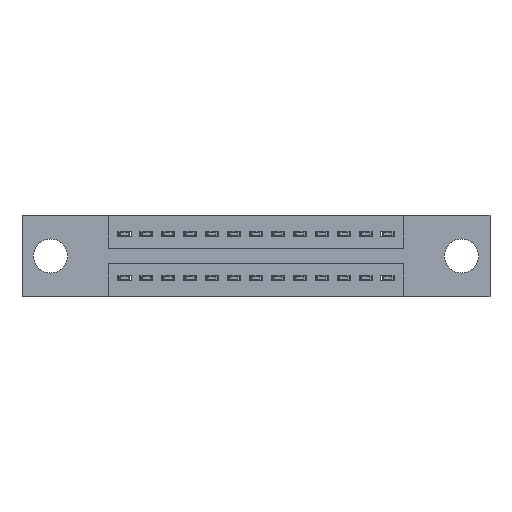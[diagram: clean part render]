
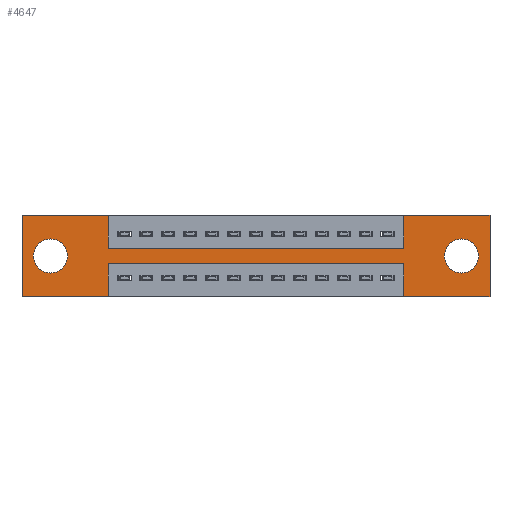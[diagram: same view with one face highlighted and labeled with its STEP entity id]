
A CAD part, front view. The second image highlights one B-rep face of the part: STEP entity #4647.
In plain terms, the highlighted planar face has unit normal (0, -1, 0).
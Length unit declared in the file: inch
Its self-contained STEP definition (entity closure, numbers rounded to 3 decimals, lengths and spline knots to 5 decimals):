
#12 = EDGE_CURVE ( 'NONE', #11794, #3642, #6992, .T. ) ;
#41 = VECTOR ( 'NONE', #652, 39.37008 ) ;
#64 = CARTESIAN_POINT ( 'NONE',  ( 0., 0., 0. ) ) ;
#99 = EDGE_CURVE ( 'NONE', #7136, #8744, #8803, .T. ) ;
#220 = DIRECTION ( 'NONE',  ( 0., 0., 1. ) ) ;
#264 = EDGE_LOOP ( 'NONE', ( #8291, #3066, #11360, #4732, #7487, #8631, #3588, #4588, #12706, #1817, #2588, #10132 ) ) ;
#289 = VERTEX_POINT ( 'NONE', #8103 ) ;
#447 = LINE ( 'NONE', #10263, #11547 ) ;
#529 = CARTESIAN_POINT ( 'NONE',  ( 0., 0., 0. ) ) ;
#652 = DIRECTION ( 'NONE',  ( 0., 0., -1. ) ) ;
#715 = LINE ( 'NONE', #5809, #11763 ) ;
#823 = EDGE_CURVE ( 'NONE', #7421, #12508, #7624, .T. ) ;
#1025 = DIRECTION ( 'NONE',  ( 0., 1., 0. ) ) ;
#1423 = CARTESIAN_POINT ( 'NONE',  ( 0.13, 0., -0.185 ) ) ;
#1817 = ORIENTED_EDGE ( 'NONE', *, *, #4338, .F. ) ;
#1872 = CIRCLE ( 'NONE', #10070, 0.078 ) ;
#1896 = CARTESIAN_POINT ( 'NONE',  ( 0.3925, 0., -0.37 ) ) ;
#2211 = LINE ( 'NONE', #5328, #12711 ) ;
#2360 = ORIENTED_EDGE ( 'NONE', *, *, #9169, .T. ) ;
#2435 = CARTESIAN_POINT ( 'NONE',  ( 2.135, 0., 0. ) ) ;
#2588 = ORIENTED_EDGE ( 'NONE', *, *, #3188, .F. ) ;
#2665 = DIRECTION ( 'NONE',  ( 0., 0., 1. ) ) ;
#3066 = ORIENTED_EDGE ( 'NONE', *, *, #3998, .F. ) ;
#3085 = CARTESIAN_POINT ( 'NONE',  ( 2.135, 0., 0. ) ) ;
#3110 = EDGE_CURVE ( 'NONE', #289, #5140, #715, .T. ) ;
#3130 = DIRECTION ( 'NONE',  ( 0., 0., -1. ) ) ;
#3138 = LINE ( 'NONE', #64, #5560 ) ;
#3153 = LINE ( 'NONE', #1896, #5597 ) ;
#3188 = EDGE_CURVE ( 'NONE', #5140, #7026, #3138, .T. ) ;
#3291 = EDGE_CURVE ( 'NONE', #5967, #11520, #7684, .T. ) ;
#3441 = VERTEX_POINT ( 'NONE', #9456 ) ;
#3588 = ORIENTED_EDGE ( 'NONE', *, *, #4721, .F. ) ;
#3642 = VERTEX_POINT ( 'NONE', #5057 ) ;
#3832 = VECTOR ( 'NONE', #7116, 39.37008 ) ;
#3998 = EDGE_CURVE ( 'NONE', #11520, #5665, #10288, .T. ) ;
#4286 = VECTOR ( 'NONE', #11789, 39.37008 ) ;
#4338 = EDGE_CURVE ( 'NONE', #7026, #7136, #447, .T. ) ;
#4391 = VECTOR ( 'NONE', #12804, 39.37008 ) ;
#4406 = CIRCLE ( 'NONE', #10814, 0.078 ) ;
#4498 = CARTESIAN_POINT ( 'NONE',  ( 1.7425, 0., 0. ) ) ;
#4588 = ORIENTED_EDGE ( 'NONE', *, *, #6101, .F. ) ;
#4647 = ADVANCED_FACE ( 'NONE', ( #13704, #6048, #5710 ), #10019, .T. ) ;
#4721 = EDGE_CURVE ( 'NONE', #6364, #4776, #2211, .T. ) ;
#4730 = DIRECTION ( 'NONE',  ( 0., 0., 1. ) ) ;
#4732 = ORIENTED_EDGE ( 'NONE', *, *, #13158, .F. ) ;
#4776 = VERTEX_POINT ( 'NONE', #4498 ) ;
#4882 = ORIENTED_EDGE ( 'NONE', *, *, #5641, .T. ) ;
#5014 = CARTESIAN_POINT ( 'NONE',  ( 0., 0., 0. ) ) ;
#5057 = CARTESIAN_POINT ( 'NONE',  ( 0.13, 0., -0.107 ) ) ;
#5140 = VERTEX_POINT ( 'NONE', #6871 ) ;
#5305 = DIRECTION ( 'NONE',  ( -1., 0., 0. ) ) ;
#5328 = CARTESIAN_POINT ( 'NONE',  ( 1.7425, 0., 0. ) ) ;
#5560 = VECTOR ( 'NONE', #220, 39.37008 ) ;
#5597 = VECTOR ( 'NONE', #10380, 39.37008 ) ;
#5641 = EDGE_CURVE ( 'NONE', #3441, #7347, #4406, .T. ) ;
#5665 = VERTEX_POINT ( 'NONE', #12778 ) ;
#5710 = FACE_OUTER_BOUND ( 'NONE', #264, .T. ) ;
#5809 = CARTESIAN_POINT ( 'NONE',  ( 0., 0., -0.37 ) ) ;
#5967 = VERTEX_POINT ( 'NONE', #10505 ) ;
#6048 = FACE_BOUND ( 'NONE', #11627, .T. ) ;
#6101 = EDGE_CURVE ( 'NONE', #8744, #6364, #10252, .T. ) ;
#6254 = DIRECTION ( 'NONE',  ( -1., 0., 0. ) ) ;
#6364 = VERTEX_POINT ( 'NONE', #8127 ) ;
#6835 = EDGE_LOOP ( 'NONE', ( #4882, #7634 ) ) ;
#6871 = CARTESIAN_POINT ( 'NONE',  ( 0., 0., -0.37 ) ) ;
#6992 = CIRCLE ( 'NONE', #11039, 0.078 ) ;
#7026 = VERTEX_POINT ( 'NONE', #5014 ) ;
#7116 = DIRECTION ( 'NONE',  ( 1., 0., 0. ) ) ;
#7136 = VERTEX_POINT ( 'NONE', #10389 ) ;
#7175 = VECTOR ( 'NONE', #11133, 39.37008 ) ;
#7287 = AXIS2_PLACEMENT_3D ( 'NONE', #7543, #1025, #8595 ) ;
#7347 = VERTEX_POINT ( 'NONE', #8643 ) ;
#7419 = AXIS2_PLACEMENT_3D ( 'NONE', #8264, #10147, #10133 ) ;
#7421 = VERTEX_POINT ( 'NONE', #2435 ) ;
#7487 = ORIENTED_EDGE ( 'NONE', *, *, #823, .F. ) ;
#7543 = CARTESIAN_POINT ( 'NONE',  ( 2.005, 0., -0.185 ) ) ;
#7622 = CARTESIAN_POINT ( 'NONE',  ( 0.3925, 0., -0.15 ) ) ;
#7624 = LINE ( 'NONE', #3085, #9443 ) ;
#7634 = ORIENTED_EDGE ( 'NONE', *, *, #11772, .T. ) ;
#7684 = LINE ( 'NONE', #11804, #4286 ) ;
#8103 = CARTESIAN_POINT ( 'NONE',  ( 0.3925, 0., -0.37 ) ) ;
#8127 = CARTESIAN_POINT ( 'NONE',  ( 1.7425, 0., -0.15 ) ) ;
#8264 = CARTESIAN_POINT ( 'NONE',  ( 0., 0., -0.37 ) ) ;
#8287 = EDGE_CURVE ( 'NONE', #4776, #7421, #9394, .T. ) ;
#8291 = ORIENTED_EDGE ( 'NONE', *, *, #12618, .F. ) ;
#8595 = DIRECTION ( 'NONE',  ( 0., 0., -1. ) ) ;
#8631 = ORIENTED_EDGE ( 'NONE', *, *, #8287, .F. ) ;
#8643 = CARTESIAN_POINT ( 'NONE',  ( 2.005, 0., -0.263 ) ) ;
#8744 = VERTEX_POINT ( 'NONE', #11950 ) ;
#8803 = LINE ( 'NONE', #13323, #41 ) ;
#8937 = DIRECTION ( 'NONE',  ( 0., 1., 0. ) ) ;
#8967 = CARTESIAN_POINT ( 'NONE',  ( 0.3925, 0., -0.22 ) ) ;
#9169 = EDGE_CURVE ( 'NONE', #3642, #11794, #1872, .T. ) ;
#9394 = LINE ( 'NONE', #529, #3832 ) ;
#9443 = VECTOR ( 'NONE', #3130, 39.37008 ) ;
#9456 = CARTESIAN_POINT ( 'NONE',  ( 2.005, 0., -0.107 ) ) ;
#9643 = CARTESIAN_POINT ( 'NONE',  ( 0.13, 0., -0.185 ) ) ;
#9857 = VECTOR ( 'NONE', #6254, 39.37008 ) ;
#9998 = DIRECTION ( 'NONE',  ( 1., 0., 0. ) ) ;
#10019 = PLANE ( 'NONE',  #7419 ) ;
#10070 = AXIS2_PLACEMENT_3D ( 'NONE', #1423, #8937, #2665 ) ;
#10132 = ORIENTED_EDGE ( 'NONE', *, *, #3110, .F. ) ;
#10133 = DIRECTION ( 'NONE',  ( 0., 0., -1. ) ) ;
#10147 = DIRECTION ( 'NONE',  ( 0., -1., 0. ) ) ;
#10252 = LINE ( 'NONE', #7622, #4391 ) ;
#10263 = CARTESIAN_POINT ( 'NONE',  ( 0., 0., 0. ) ) ;
#10288 = LINE ( 'NONE', #8967, #7175 ) ;
#10380 = DIRECTION ( 'NONE',  ( 0., 0., -1. ) ) ;
#10389 = CARTESIAN_POINT ( 'NONE',  ( 0.3925, 0., 0. ) ) ;
#10505 = CARTESIAN_POINT ( 'NONE',  ( 1.7425, 0., -0.37 ) ) ;
#10530 = CIRCLE ( 'NONE', #7287, 0.078 ) ;
#10731 = ORIENTED_EDGE ( 'NONE', *, *, #12, .T. ) ;
#10814 = AXIS2_PLACEMENT_3D ( 'NONE', #12564, #12549, #12830 ) ;
#11039 = AXIS2_PLACEMENT_3D ( 'NONE', #9643, #13794, #12427 ) ;
#11133 = DIRECTION ( 'NONE',  ( -1., 0., 0. ) ) ;
#11360 = ORIENTED_EDGE ( 'NONE', *, *, #3291, .F. ) ;
#11379 = CARTESIAN_POINT ( 'NONE',  ( 0., 0., -0.37 ) ) ;
#11520 = VERTEX_POINT ( 'NONE', #12342 ) ;
#11547 = VECTOR ( 'NONE', #9998, 39.37008 ) ;
#11627 = EDGE_LOOP ( 'NONE', ( #2360, #10731 ) ) ;
#11763 = VECTOR ( 'NONE', #5305, 39.37008 ) ;
#11772 = EDGE_CURVE ( 'NONE', #7347, #3441, #10530, .T. ) ;
#11789 = DIRECTION ( 'NONE',  ( 0., 0., 1. ) ) ;
#11794 = VERTEX_POINT ( 'NONE', #13820 ) ;
#11804 = CARTESIAN_POINT ( 'NONE',  ( 1.7425, 0., -0.37 ) ) ;
#11950 = CARTESIAN_POINT ( 'NONE',  ( 0.3925, 0., -0.15 ) ) ;
#12342 = CARTESIAN_POINT ( 'NONE',  ( 1.7425, 0., -0.22 ) ) ;
#12427 = DIRECTION ( 'NONE',  ( 0., 0., 1. ) ) ;
#12508 = VERTEX_POINT ( 'NONE', #13322 ) ;
#12549 = DIRECTION ( 'NONE',  ( 0., 1., 0. ) ) ;
#12564 = CARTESIAN_POINT ( 'NONE',  ( 2.005, 0., -0.185 ) ) ;
#12583 = LINE ( 'NONE', #11379, #9857 ) ;
#12618 = EDGE_CURVE ( 'NONE', #5665, #289, #3153, .T. ) ;
#12706 = ORIENTED_EDGE ( 'NONE', *, *, #99, .F. ) ;
#12711 = VECTOR ( 'NONE', #4730, 39.37008 ) ;
#12778 = CARTESIAN_POINT ( 'NONE',  ( 0.3925, 0., -0.22 ) ) ;
#12804 = DIRECTION ( 'NONE',  ( 1., 0., 0. ) ) ;
#12830 = DIRECTION ( 'NONE',  ( 0., 0., -1. ) ) ;
#13158 = EDGE_CURVE ( 'NONE', #12508, #5967, #12583, .T. ) ;
#13322 = CARTESIAN_POINT ( 'NONE',  ( 2.135, 0., -0.37 ) ) ;
#13323 = CARTESIAN_POINT ( 'NONE',  ( 0.3925, 0., 0. ) ) ;
#13704 = FACE_BOUND ( 'NONE', #6835, .T. ) ;
#13794 = DIRECTION ( 'NONE',  ( 0., 1., 0. ) ) ;
#13820 = CARTESIAN_POINT ( 'NONE',  ( 0.13, 0., -0.263 ) ) ;
